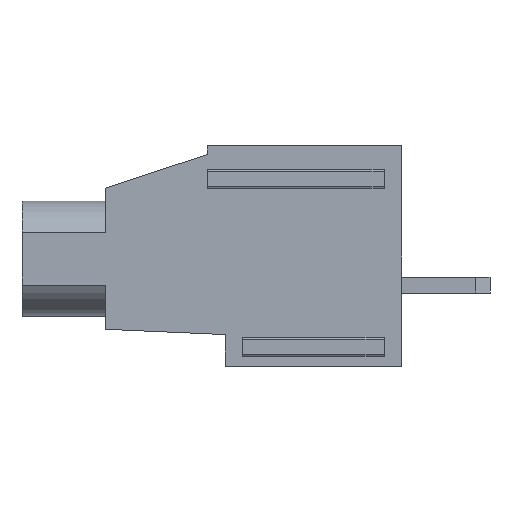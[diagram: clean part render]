
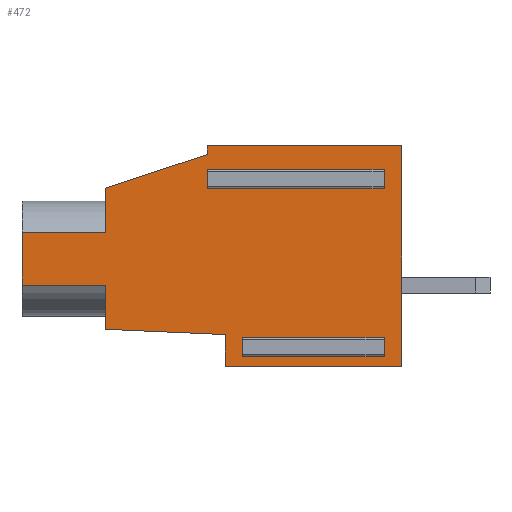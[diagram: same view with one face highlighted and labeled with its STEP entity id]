
A CAD part, left-side view. The second image highlights one B-rep face of the part: STEP entity #472.
In plain terms, the highlighted planar face has unit normal (-1, 0, 0).
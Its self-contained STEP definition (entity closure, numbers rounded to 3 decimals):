
#472 = ADVANCED_FACE( '', ( #1104, #1105, #1106 ), #1107, .F. );
#1104 = FACE_OUTER_BOUND( '', #1920, .T. );
#1105 = FACE_BOUND( '', #1921, .T. );
#1106 = FACE_BOUND( '', #1922, .T. );
#1107 = PLANE( '', #1923 );
#1920 = EDGE_LOOP( '', ( #3105, #3106, #3107, #3108, #3109, #3110, #3111, #3112, #3113, #3114, #3115, #3116 ) );
#1921 = EDGE_LOOP( '', ( #3117, #3118, #3119, #3120 ) );
#1922 = EDGE_LOOP( '', ( #3121, #3122, #3123, #3124 ) );
#1923 = AXIS2_PLACEMENT_3D( '', #3125, #3126, #3127 );
#3105 = ORIENTED_EDGE( '', *, *, #5463, .T. );
#3106 = ORIENTED_EDGE( '', *, *, #5464, .F. );
#3107 = ORIENTED_EDGE( '', *, *, #5465, .F. );
#3108 = ORIENTED_EDGE( '', *, *, #5466, .F. );
#3109 = ORIENTED_EDGE( '', *, *, #5467, .T. );
#3110 = ORIENTED_EDGE( '', *, *, #5347, .T. );
#3111 = ORIENTED_EDGE( '', *, *, #5468, .F. );
#3112 = ORIENTED_EDGE( '', *, *, #5469, .T. );
#3113 = ORIENTED_EDGE( '', *, *, #5470, .T. );
#3114 = ORIENTED_EDGE( '', *, *, #5471, .T. );
#3115 = ORIENTED_EDGE( '', *, *, #5472, .F. );
#3116 = ORIENTED_EDGE( '', *, *, #5145, .T. );
#3117 = ORIENTED_EDGE( '', *, *, #5409, .F. );
#3118 = ORIENTED_EDGE( '', *, *, #5457, .T. );
#3119 = ORIENTED_EDGE( '', *, *, #5181, .F. );
#3120 = ORIENTED_EDGE( '', *, *, #5473, .T. );
#3121 = ORIENTED_EDGE( '', *, *, #5280, .F. );
#3122 = ORIENTED_EDGE( '', *, *, #5474, .F. );
#3123 = ORIENTED_EDGE( '', *, *, #5475, .F. );
#3124 = ORIENTED_EDGE( '', *, *, #5476, .T. );
#3125 = CARTESIAN_POINT( '', ( 0., 10., -10.091 ) );
#3126 = DIRECTION( '', ( 1., 0., 0. ) );
#3127 = DIRECTION( '', ( 0., 0., -1. ) );
#5145 = EDGE_CURVE( '', #6192, #6190, #6193, .T. );
#5181 = EDGE_CURVE( '', #6258, #6260, #6261, .T. );
#5280 = EDGE_CURVE( '', #6435, #6437, #6438, .T. );
#5347 = EDGE_CURVE( '', #6548, #6546, #6549, .T. );
#5409 = EDGE_CURVE( '', #6656, #6658, #6659, .T. );
#5457 = EDGE_CURVE( '', #6656, #6260, #6733, .T. );
#5463 = EDGE_CURVE( '', #6190, #6741, #6742, .T. );
#5464 = EDGE_CURVE( '', #6743, #6741, #6744, .T. );
#5465 = EDGE_CURVE( '', #6745, #6743, #6746, .T. );
#5466 = EDGE_CURVE( '', #6747, #6745, #6748, .T. );
#5467 = EDGE_CURVE( '', #6747, #6548, #6749, .T. );
#5468 = EDGE_CURVE( '', #6750, #6546, #6751, .T. );
#5469 = EDGE_CURVE( '', #6750, #6752, #6753, .T. );
#5470 = EDGE_CURVE( '', #6752, #6754, #6755, .T. );
#5471 = EDGE_CURVE( '', #6754, #6756, #6757, .T. );
#5472 = EDGE_CURVE( '', #6192, #6756, #6758, .T. );
#5473 = EDGE_CURVE( '', #6258, #6658, #6759, .T. );
#5474 = EDGE_CURVE( '', #6760, #6435, #6761, .T. );
#5475 = EDGE_CURVE( '', #6762, #6760, #6763, .T. );
#5476 = EDGE_CURVE( '', #6762, #6437, #6764, .T. );
#6190 = VERTEX_POINT( '', #7737 );
#6192 = VERTEX_POINT( '', #7740 );
#6193 = LINE( '', #7741, #7742 );
#6258 = VERTEX_POINT( '', #7836 );
#6260 = VERTEX_POINT( '', #7838 );
#6261 = LINE( '', #7839, #7840 );
#6435 = VERTEX_POINT( '', #8079 );
#6437 = VERTEX_POINT( '', #8081 );
#6438 = LINE( '', #8082, #8083 );
#6546 = VERTEX_POINT( '', #8242 );
#6548 = VERTEX_POINT( '', #8245 );
#6549 = LINE( '', #8246, #8247 );
#6656 = VERTEX_POINT( '', #8397 );
#6658 = VERTEX_POINT( '', #8399 );
#6659 = LINE( '', #8400, #8401 );
#6733 = LINE( '', #8505, #8506 );
#6741 = VERTEX_POINT( '', #8517 );
#6742 = LINE( '', #8518, #8519 );
#6743 = VERTEX_POINT( '', #8520 );
#6744 = LINE( '', #8521, #8522 );
#6745 = VERTEX_POINT( '', #8523 );
#6746 = LINE( '', #8524, #8525 );
#6747 = VERTEX_POINT( '', #8526 );
#6748 = LINE( '', #8527, #8528 );
#6749 = LINE( '', #8529, #8530 );
#6750 = VERTEX_POINT( '', #8531 );
#6751 = LINE( '', #8532, #8533 );
#6752 = VERTEX_POINT( '', #8534 );
#6753 = LINE( '', #8535, #8536 );
#6754 = VERTEX_POINT( '', #8537 );
#6755 = LINE( '', #8538, #8539 );
#6756 = VERTEX_POINT( '', #8540 );
#6757 = LINE( '', #8541, #8542 );
#6758 = LINE( '', #8543, #8544 );
#6759 = LINE( '', #8545, #8546 );
#6760 = VERTEX_POINT( '', #8547 );
#6761 = LINE( '', #8548, #8549 );
#6762 = VERTEX_POINT( '', #8550 );
#6763 = LINE( '', #8551, #8552 );
#6764 = LINE( '', #8553, #8554 );
#7737 = CARTESIAN_POINT( '', ( 0., 10., -10.7 ) );
#7740 = CARTESIAN_POINT( '', ( 0., 16.8, -10.4 ) );
#7741 = CARTESIAN_POINT( '', ( 0., 5.057, -10.918 ) );
#7742 = VECTOR( '', #9893, 1000. );
#7836 = CARTESIAN_POINT( '', ( 0., 9., -11.827 ) );
#7838 = CARTESIAN_POINT( '', ( 0., 1., -11.827 ) );
#7839 = CARTESIAN_POINT( '', ( 0., 5.057, -11.827 ) );
#7840 = VECTOR( '', #9929, 1000. );
#8079 = CARTESIAN_POINT( '', ( 0., 11., -2.327 ) );
#8081 = CARTESIAN_POINT( '', ( 0., 1., -2.327 ) );
#8082 = CARTESIAN_POINT( '', ( 0., 5.057, -2.327 ) );
#8083 = VECTOR( '', #10040, 1000. );
#8242 = CARTESIAN_POINT( '', ( 0., 16.8, -2.4 ) );
#8245 = CARTESIAN_POINT( '', ( 0., 11., -0.5 ) );
#8246 = CARTESIAN_POINT( '', ( 0., 5.057, 1.447 ) );
#8247 = VECTOR( '', #10102, 1000. );
#8397 = CARTESIAN_POINT( '', ( 0., 1., -10.973 ) );
#8399 = CARTESIAN_POINT( '', ( 0., 9., -10.973 ) );
#8400 = CARTESIAN_POINT( '', ( 0., 5.057, -10.973 ) );
#8401 = VECTOR( '', #10167, 1000. );
#8505 = CARTESIAN_POINT( '', ( 0., 1., -8.666 ) );
#8506 = VECTOR( '', #10216, 1000. );
#8517 = CARTESIAN_POINT( '', ( 0., 10., -12.5 ) );
#8518 = CARTESIAN_POINT( '', ( 0., 10., -8.666 ) );
#8519 = VECTOR( '', #10223, 1000. );
#8520 = CARTESIAN_POINT( '', ( 0., 0., -12.5 ) );
#8521 = CARTESIAN_POINT( '', ( 0., 5.057, -12.5 ) );
#8522 = VECTOR( '', #10224, 1000. );
#8523 = CARTESIAN_POINT( '', ( 0., 0., 0. ) );
#8524 = CARTESIAN_POINT( '', ( 0., 0., -8.666 ) );
#8525 = VECTOR( '', #10225, 1000. );
#8526 = CARTESIAN_POINT( '', ( 0., 11., 0. ) );
#8527 = CARTESIAN_POINT( '', ( 0., 5.057, 0. ) );
#8528 = VECTOR( '', #10226, 1000. );
#8529 = CARTESIAN_POINT( '', ( 0., 11., -8.666 ) );
#8530 = VECTOR( '', #10227, 1000. );
#8531 = CARTESIAN_POINT( '', ( 0., 16.8, -4.9 ) );
#8532 = CARTESIAN_POINT( '', ( 0., 16.8, -8.666 ) );
#8533 = VECTOR( '', #10228, 1000. );
#8534 = CARTESIAN_POINT( '', ( 0., 21.5, -4.9 ) );
#8535 = CARTESIAN_POINT( '', ( 0., 5.057, -4.9 ) );
#8536 = VECTOR( '', #10229, 1000. );
#8537 = CARTESIAN_POINT( '', ( 0., 21.5, -7.9 ) );
#8538 = CARTESIAN_POINT( '', ( 0., 21.5, -8.666 ) );
#8539 = VECTOR( '', #10230, 1000. );
#8540 = CARTESIAN_POINT( '', ( 0., 16.8, -7.9 ) );
#8541 = CARTESIAN_POINT( '', ( 0., 5.057, -7.9 ) );
#8542 = VECTOR( '', #10231, 1000. );
#8543 = CARTESIAN_POINT( '', ( 0., 16.8, -8.666 ) );
#8544 = VECTOR( '', #10232, 1000. );
#8545 = CARTESIAN_POINT( '', ( 0., 9., -8.666 ) );
#8546 = VECTOR( '', #10233, 1000. );
#8547 = CARTESIAN_POINT( '', ( 0., 11., -1.473 ) );
#8548 = CARTESIAN_POINT( '', ( 0., 11., -8.666 ) );
#8549 = VECTOR( '', #10234, 1000. );
#8550 = CARTESIAN_POINT( '', ( 0., 1., -1.473 ) );
#8551 = CARTESIAN_POINT( '', ( 0., 5.057, -1.473 ) );
#8552 = VECTOR( '', #10235, 1000. );
#8553 = CARTESIAN_POINT( '', ( 0., 1., -8.666 ) );
#8554 = VECTOR( '', #10236, 1000. );
#9893 = DIRECTION( '', ( 0., -0.999, -0.044 ) );
#9929 = DIRECTION( '', ( 0., -1., 0. ) );
#10040 = DIRECTION( '', ( 0., -1., 0. ) );
#10102 = DIRECTION( '', ( 0., 0.95, -0.311 ) );
#10167 = DIRECTION( '', ( 0., 1., 0. ) );
#10216 = DIRECTION( '', ( 0., 0., -1. ) );
#10223 = DIRECTION( '', ( 0., 0., -1. ) );
#10224 = DIRECTION( '', ( 0., 1., 0. ) );
#10225 = DIRECTION( '', ( 0., 0., -1. ) );
#10226 = DIRECTION( '', ( 0., -1., 0. ) );
#10227 = DIRECTION( '', ( 0., 0., -1. ) );
#10228 = DIRECTION( '', ( 0., 0., 1. ) );
#10229 = DIRECTION( '', ( 0., 1., 0. ) );
#10230 = DIRECTION( '', ( 0., 0., -1. ) );
#10231 = DIRECTION( '', ( 0., -1., 0. ) );
#10232 = DIRECTION( '', ( 0., 0., 1. ) );
#10233 = DIRECTION( '', ( 0., 0., 1. ) );
#10234 = DIRECTION( '', ( 0., 0., -1. ) );
#10235 = DIRECTION( '', ( 0., 1., 0. ) );
#10236 = DIRECTION( '', ( 0., 0., -1. ) );
